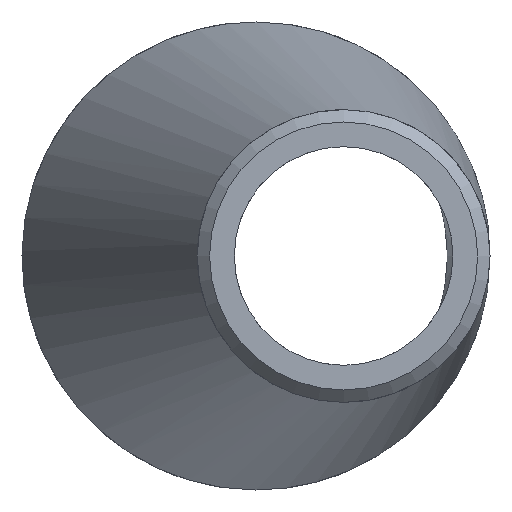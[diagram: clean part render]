
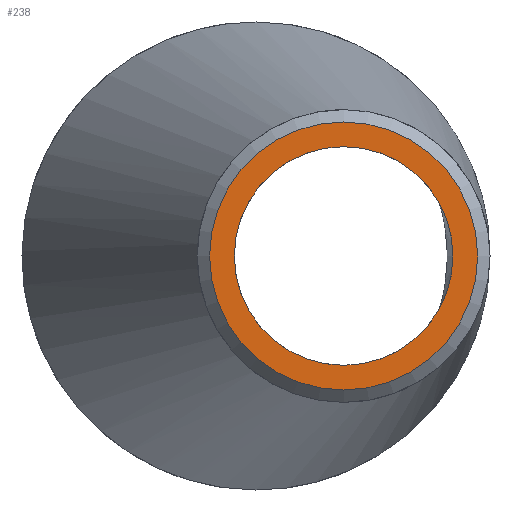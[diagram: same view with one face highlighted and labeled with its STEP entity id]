
A CAD part, left-side view. The second image highlights one B-rep face of the part: STEP entity #238.
In plain terms, the highlighted planar face has unit normal (-1, 0, 0).
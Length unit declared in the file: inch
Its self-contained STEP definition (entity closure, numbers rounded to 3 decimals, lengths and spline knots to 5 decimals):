
#55 = EDGE_LOOP ( 'NONE', ( #1619 ) ) ;
#138 = DIRECTION ( 'NONE',  ( 0., 0., -1. ) ) ;
#182 = EDGE_CURVE ( 'NONE', #1652, #1652, #1439, .T. ) ;
#238 = ADVANCED_FACE ( 'NONE', ( #943, #493 ), #509, .F. ) ;
#282 = EDGE_CURVE ( 'NONE', #1381, #1381, #768, .T. ) ;
#353 = DIRECTION ( 'NONE',  ( 1., 0., 0. ) ) ;
#358 = CARTESIAN_POINT ( 'NONE',  ( 0., -0.81102, 0. ) ) ;
#389 = ORIENTED_EDGE ( 'NONE', *, *, #182, .F. ) ;
#466 = CARTESIAN_POINT ( 'NONE',  ( 0., 0., 0. ) ) ;
#493 = FACE_OUTER_BOUND ( 'NONE', #1823, .T. ) ;
#509 = PLANE ( 'NONE',  #1067 ) ;
#555 = DIRECTION ( 'NONE',  ( 0., 0., -1. ) ) ;
#695 = CARTESIAN_POINT ( 'NONE',  ( 0., -0.81102, -1.01181 ) ) ;
#768 = CIRCLE ( 'NONE', #1196, 1.01181 ) ;
#943 = FACE_BOUND ( 'NONE', #55, .T. ) ;
#1067 = AXIS2_PLACEMENT_3D ( 'NONE', #466, #1995, #1321 ) ;
#1093 = AXIS2_PLACEMENT_3D ( 'NONE', #1685, #1691, #138 ) ;
#1196 = AXIS2_PLACEMENT_3D ( 'NONE', #358, #353, #555 ) ;
#1321 = DIRECTION ( 'NONE',  ( 0., 0., -1. ) ) ;
#1381 = VERTEX_POINT ( 'NONE', #695 ) ;
#1439 = CIRCLE ( 'NONE', #1093, 1.24016 ) ;
#1605 = CARTESIAN_POINT ( 'NONE',  ( 0., -0.81102, -1.24016 ) ) ;
#1619 = ORIENTED_EDGE ( 'NONE', *, *, #282, .T. ) ;
#1652 = VERTEX_POINT ( 'NONE', #1605 ) ;
#1685 = CARTESIAN_POINT ( 'NONE',  ( 0., -0.81102, 0. ) ) ;
#1691 = DIRECTION ( 'NONE',  ( 1., 0., 0. ) ) ;
#1823 = EDGE_LOOP ( 'NONE', ( #389 ) ) ;
#1995 = DIRECTION ( 'NONE',  ( 1., 0., 0. ) ) ;
